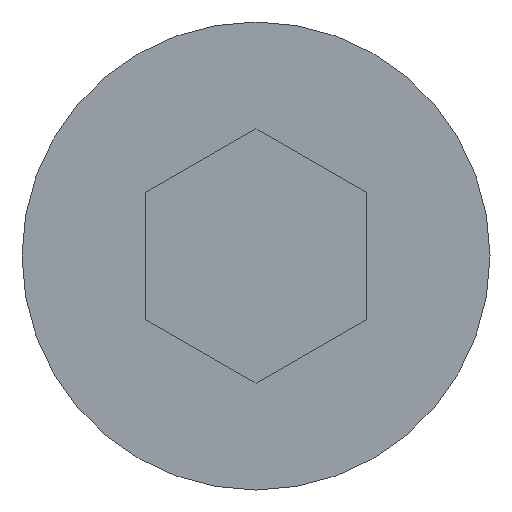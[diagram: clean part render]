
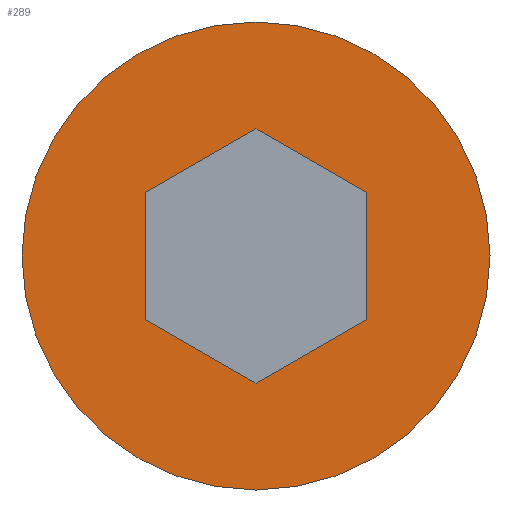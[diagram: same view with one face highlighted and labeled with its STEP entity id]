
A CAD part, left-side view. The second image highlights one B-rep face of the part: STEP entity #289.
In plain terms, the highlighted planar face has unit normal (-1, 0, 0).
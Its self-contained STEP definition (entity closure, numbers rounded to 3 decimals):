
#2 = CIRCLE ( 'NONE', #123, 4.25 ) ;
#4 = EDGE_CURVE ( 'NONE', #324, #446, #225, .T. ) ;
#5 = VECTOR ( 'NONE', #43, 1000. ) ;
#6 = ORIENTED_EDGE ( 'NONE', *, *, #476, .T. ) ;
#15 = VECTOR ( 'NONE', #315, 1000. ) ;
#24 = CARTESIAN_POINT ( 'NONE',  ( -5., -2., -1.155 ) ) ;
#31 = EDGE_CURVE ( 'NONE', #402, #406, #2, .T. ) ;
#32 = VERTEX_POINT ( 'NONE', #184 ) ;
#33 = DIRECTION ( 'NONE',  ( 0., 0.866, -0.5 ) ) ;
#43 = DIRECTION ( 'NONE',  ( 0., -0.866, 0.5 ) ) ;
#52 = EDGE_CURVE ( 'NONE', #405, #296, #181, .T. ) ;
#56 = CARTESIAN_POINT ( 'NONE',  ( -5., 0., 2.309 ) ) ;
#72 = CARTESIAN_POINT ( 'NONE',  ( -5., -2., 0. ) ) ;
#87 = AXIS2_PLACEMENT_3D ( 'NONE', #217, #106, #174 ) ;
#106 = DIRECTION ( 'NONE',  ( 1., 0., 0. ) ) ;
#115 = CIRCLE ( 'NONE', #87, 4.25 ) ;
#123 = AXIS2_PLACEMENT_3D ( 'NONE', #299, #443, #332 ) ;
#124 = ORIENTED_EDGE ( 'NONE', *, *, #309, .T. ) ;
#129 = CARTESIAN_POINT ( 'NONE',  ( -5., 0., 2.309 ) ) ;
#133 = CARTESIAN_POINT ( 'NONE',  ( -5., 0., -4.25 ) ) ;
#134 = ORIENTED_EDGE ( 'NONE', *, *, #414, .T. ) ;
#142 = LINE ( 'NONE', #129, #421 ) ;
#153 = FACE_BOUND ( 'NONE', #313, .T. ) ;
#160 = ORIENTED_EDGE ( 'NONE', *, *, #272, .T. ) ;
#166 = CARTESIAN_POINT ( 'NONE',  ( -5., 3.28, 0. ) ) ;
#174 = DIRECTION ( 'NONE',  ( 0., 0., 1. ) ) ;
#176 = FACE_OUTER_BOUND ( 'NONE', #358, .T. ) ;
#181 = LINE ( 'NONE', #262, #5 ) ;
#184 = CARTESIAN_POINT ( 'NONE',  ( -5., 0., -2.309 ) ) ;
#191 = ORIENTED_EDGE ( 'NONE', *, *, #4, .T. ) ;
#195 = VECTOR ( 'NONE', #33, 1000. ) ;
#199 = DIRECTION ( 'NONE',  ( 0., -0.866, -0.5 ) ) ;
#205 = CARTESIAN_POINT ( 'NONE',  ( -5., 2., 1.155 ) ) ;
#217 = CARTESIAN_POINT ( 'NONE',  ( -5., 0., 0. ) ) ;
#222 = ORIENTED_EDGE ( 'NONE', *, *, #463, .F. ) ;
#225 = LINE ( 'NONE', #72, #455 ) ;
#231 = LINE ( 'NONE', #456, #15 ) ;
#242 = DIRECTION ( 'NONE',  ( 0., 0.866, 0.5 ) ) ;
#243 = CARTESIAN_POINT ( 'NONE',  ( -5., 0., 4.25 ) ) ;
#256 = CARTESIAN_POINT ( 'NONE',  ( -5., -2., -1.155 ) ) ;
#262 = CARTESIAN_POINT ( 'NONE',  ( -5., 2., 1.155 ) ) ;
#272 = EDGE_CURVE ( 'NONE', #296, #324, #142, .T. ) ;
#274 = DIRECTION ( 'NONE',  ( 0., 0., 1. ) ) ;
#289 = ADVANCED_FACE ( 'NONE', ( #153, #176 ), #351, .T. ) ;
#296 = VERTEX_POINT ( 'NONE', #56 ) ;
#299 = CARTESIAN_POINT ( 'NONE',  ( -5., 0., 0. ) ) ;
#309 = EDGE_CURVE ( 'NONE', #348, #405, #231, .T. ) ;
#311 = LINE ( 'NONE', #256, #195 ) ;
#313 = EDGE_LOOP ( 'NONE', ( #6, #134, #124, #423, #160, #191 ) ) ;
#315 = DIRECTION ( 'NONE',  ( 0., 0., 1. ) ) ;
#324 = VERTEX_POINT ( 'NONE', #355 ) ;
#327 = VECTOR ( 'NONE', #242, 1000. ) ;
#332 = DIRECTION ( 'NONE',  ( 0., 0., 1. ) ) ;
#348 = VERTEX_POINT ( 'NONE', #460 ) ;
#351 = PLANE ( 'NONE',  #450 ) ;
#355 = CARTESIAN_POINT ( 'NONE',  ( -5., -2., 1.155 ) ) ;
#358 = EDGE_LOOP ( 'NONE', ( #469, #222 ) ) ;
#390 = CARTESIAN_POINT ( 'NONE',  ( -5., 0., -2.309 ) ) ;
#402 = VERTEX_POINT ( 'NONE', #243 ) ;
#405 = VERTEX_POINT ( 'NONE', #205 ) ;
#406 = VERTEX_POINT ( 'NONE', #133 ) ;
#414 = EDGE_CURVE ( 'NONE', #32, #348, #419, .T. ) ;
#418 = DIRECTION ( 'NONE',  ( -1., 0., 0. ) ) ;
#419 = LINE ( 'NONE', #390, #327 ) ;
#421 = VECTOR ( 'NONE', #199, 1000. ) ;
#423 = ORIENTED_EDGE ( 'NONE', *, *, #52, .T. ) ;
#443 = DIRECTION ( 'NONE',  ( 1., 0., 0. ) ) ;
#444 = DIRECTION ( 'NONE',  ( 0., 0., -1. ) ) ;
#446 = VERTEX_POINT ( 'NONE', #24 ) ;
#450 = AXIS2_PLACEMENT_3D ( 'NONE', #166, #418, #274 ) ;
#455 = VECTOR ( 'NONE', #444, 1000. ) ;
#456 = CARTESIAN_POINT ( 'NONE',  ( -5., 2., 0. ) ) ;
#460 = CARTESIAN_POINT ( 'NONE',  ( -5., 2., -1.155 ) ) ;
#463 = EDGE_CURVE ( 'NONE', #406, #402, #115, .T. ) ;
#469 = ORIENTED_EDGE ( 'NONE', *, *, #31, .F. ) ;
#476 = EDGE_CURVE ( 'NONE', #446, #32, #311, .T. ) ;
